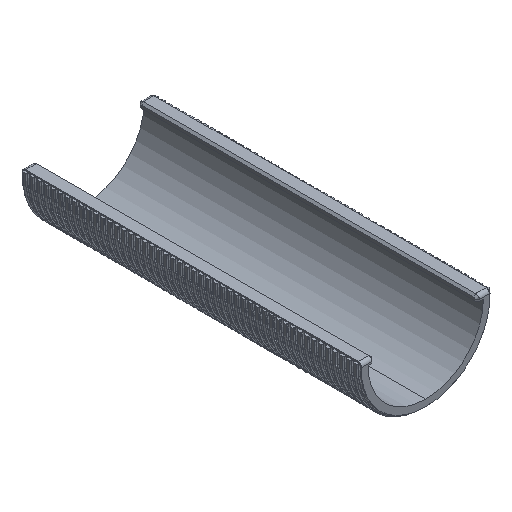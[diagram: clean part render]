
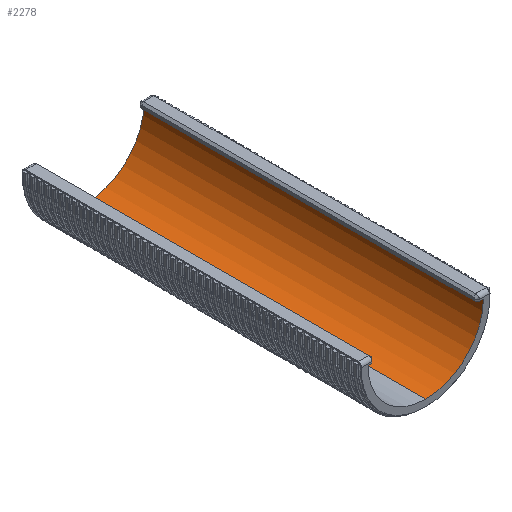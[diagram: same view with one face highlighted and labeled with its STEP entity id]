
A CAD part, isometric view. The second image highlights one B-rep face of the part: STEP entity #2278.
In plain terms, the highlighted cylindrical face has radius 25.936 mm (diameter 51.871 mm), a partial arc.
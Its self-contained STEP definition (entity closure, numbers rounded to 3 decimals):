
#2237=CARTESIAN_POINT('',(0.,274.1,-76.5));
#2238=DIRECTION('',(0.,-1.,0.));
#2239=DIRECTION('',(0.,0.,-1.));
#2240=AXIS2_PLACEMENT_3D('',#2237,#2238,#2239);
#2241=CYLINDRICAL_SURFACE('',#2240,25.936);
#2242=CARTESIAN_POINT('',(-0.,121.2,-102.436));
#2243=VERTEX_POINT('',#2242);
#2244=CARTESIAN_POINT('',(-0.,274.1,-102.436));
#2245=VERTEX_POINT('',#2244);
#2246=CARTESIAN_POINT('',(0.,121.2,-102.436));
#2247=DIRECTION('',(-0.,1.,-0.));
#2248=VECTOR('',#2247,152.9);
#2249=LINE('',#2246,#2248);
#2250=EDGE_CURVE('',#2243,#2245,#2249,.T.);
#2251=ORIENTED_EDGE('',*,*,#2250,.F.);
#2252=CARTESIAN_POINT('',(25.936,121.2,-76.401));
#2253=VERTEX_POINT('',#2252);
#2254=CARTESIAN_POINT('',(0.,121.2,-76.5));
#2255=DIRECTION('',(-0.,1.,-0.));
#2256=DIRECTION('',(0.,0.,-1.));
#2257=AXIS2_PLACEMENT_3D('',#2254,#2255,#2256);
#2258=CIRCLE('',#2257,25.936);
#2259=EDGE_CURVE('',#2253,#2243,#2258,.T.);
#2260=ORIENTED_EDGE('',*,*,#2259,.F.);
#2261=CARTESIAN_POINT('',(25.936,274.1,-76.401));
#2262=VERTEX_POINT('',#2261);
#2263=CARTESIAN_POINT('',(25.936,274.1,-76.401));
#2264=DIRECTION('',(-0.,-1.,-0.));
#2265=VECTOR('',#2264,152.9);
#2266=LINE('',#2263,#2265);
#2267=EDGE_CURVE('',#2262,#2253,#2266,.T.);
#2268=ORIENTED_EDGE('',*,*,#2267,.F.);
#2269=CARTESIAN_POINT('',(0.,274.1,-76.5));
#2270=DIRECTION('',(-0.,1.,-0.));
#2271=DIRECTION('',(0.,0.,-1.));
#2272=AXIS2_PLACEMENT_3D('',#2269,#2270,#2271);
#2273=CIRCLE('',#2272,25.936);
#2274=EDGE_CURVE('',#2262,#2245,#2273,.T.);
#2275=ORIENTED_EDGE('',*,*,#2274,.T.);
#2276=EDGE_LOOP('',(#2251,#2260,#2268,#2275));
#2277=FACE_BOUND('',#2276,.T.);
#2278=ADVANCED_FACE('',(#2277),#2241,.F.);
